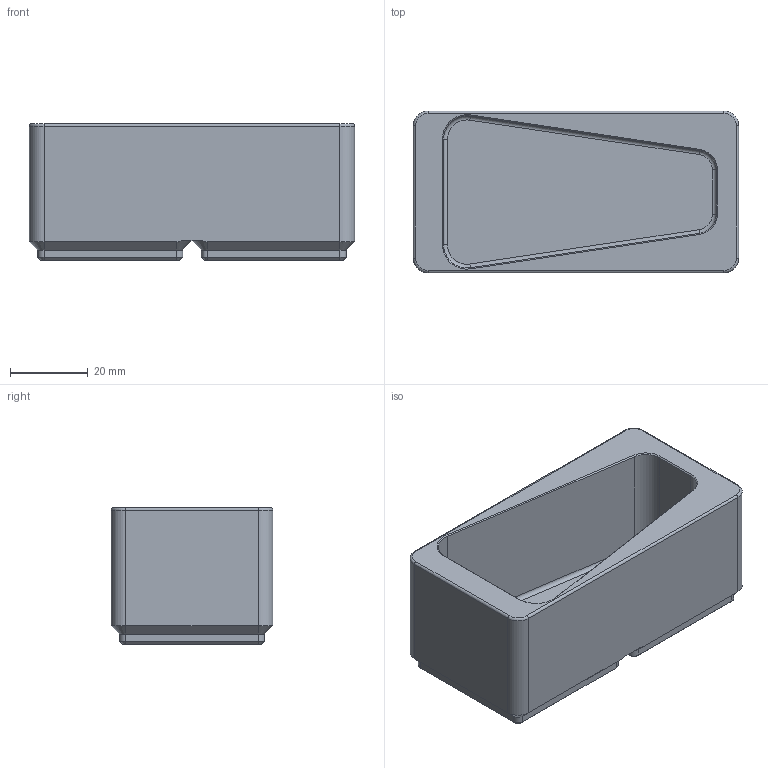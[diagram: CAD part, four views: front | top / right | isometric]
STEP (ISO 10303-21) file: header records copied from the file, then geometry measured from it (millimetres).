
FILE_DESCRIPTION(('FreeCAD Model'),'2;1');
FILE_NAME('Open CASCADE Shape Model','2023-05-11T19:58:00',(''),(''), 'Open CASCADE STEP processor 7.6','FreeCAD','Unknown');
FILE_SCHEMA(('AUTOMOTIVE_DESIGN { 1 0 10303 214 1 1 1 1 }'));
Length unit declared in the file: millimetre
Products named in the file (1): holder
Bounding box: 83.5 x 41.5 x 35 mm (x, y, z)
Volume: 55532.2 mm3; surface area: 21029.4 mm2
Topology: 1 solids, 1 shells, 125 faces, 254 edges, 148 vertices
Faces by surface type: plane 57, cylinder 40, cone 20, torus 8
Full cylindrical faces by diameter (mm): 3 x8, 6 x8
Entity records: 6620 total; most frequent: CARTESIAN_POINT 1296, DIRECTION 958, ORIENTED_EDGE 508, PCURVE 508, DEFINITIONAL_REPRESENTATION 508, LINE 446, VECTOR 446, EDGE_CURVE 254
